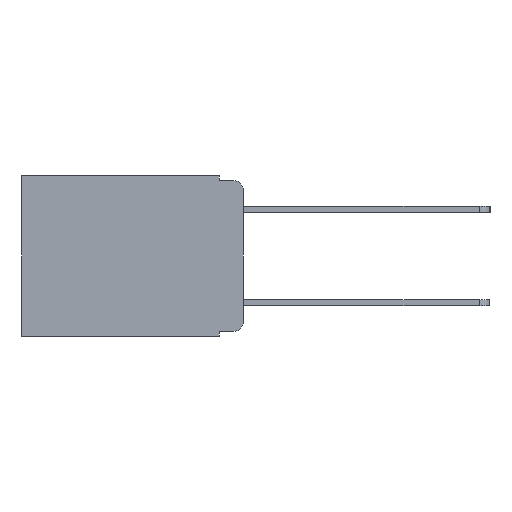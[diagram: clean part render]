
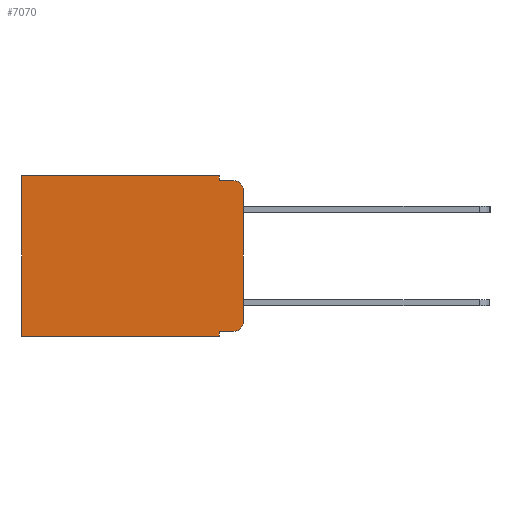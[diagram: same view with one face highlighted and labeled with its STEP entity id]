
A CAD part, left-side view. The second image highlights one B-rep face of the part: STEP entity #7070.
In plain terms, the highlighted planar face has unit normal (-1, 0, 0).
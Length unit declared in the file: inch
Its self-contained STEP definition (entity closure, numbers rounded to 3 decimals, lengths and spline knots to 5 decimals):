
#192 = DIRECTION ( 'NONE',  ( 0., 0., -1. ) ) ;
#299 = VERTEX_POINT ( 'NONE', #3797 ) ;
#310 = DIRECTION ( 'NONE',  ( 0., 0., -1. ) ) ;
#495 = VECTOR ( 'NONE', #4800, 39.37008 ) ;
#530 = DIRECTION ( 'NONE',  ( 0., 0., -1. ) ) ;
#593 = CARTESIAN_POINT ( 'NONE',  ( 0.298, 0.051, 0. ) ) ;
#817 = VERTEX_POINT ( 'NONE', #1266 ) ;
#832 = CARTESIAN_POINT ( 'NONE',  ( 0.298, 0.02, -0.01 ) ) ;
#847 = EDGE_CURVE ( 'NONE', #817, #7618, #5081, .T. ) ;
#1159 = ORIENTED_EDGE ( 'NONE', *, *, #847, .T. ) ;
#1266 = CARTESIAN_POINT ( 'NONE',  ( 0.298, 0.051, -0.333 ) ) ;
#1405 = DIRECTION ( 'NONE',  ( 0., 0., -1. ) ) ;
#1679 = CARTESIAN_POINT ( 'NONE',  ( 0.298, 0.051, -0.333 ) ) ;
#1753 = VECTOR ( 'NONE', #4366, 39.37008 ) ;
#1902 = CARTESIAN_POINT ( 'NONE',  ( 0.298, 0., 0. ) ) ;
#2017 = CARTESIAN_POINT ( 'NONE',  ( 0.298, 0.051, -0.01 ) ) ;
#2162 = CARTESIAN_POINT ( 'NONE',  ( 0.298, 0., 0. ) ) ;
#2500 = DIRECTION ( 'NONE',  ( 0., 0., -1. ) ) ;
#2966 = LINE ( 'NONE', #15916, #15451 ) ;
#3236 = CARTESIAN_POINT ( 'NONE',  ( 0.298, 0.051, -0.343 ) ) ;
#3463 = CIRCLE ( 'NONE', #10606, 0.02 ) ;
#3762 = ORIENTED_EDGE ( 'NONE', *, *, #5209, .T. ) ;
#3797 = CARTESIAN_POINT ( 'NONE',  ( 0.298, 0.473, 0. ) ) ;
#4202 = CARTESIAN_POINT ( 'NONE',  ( 0.298, 0.473, -0.343 ) ) ;
#4366 = DIRECTION ( 'NONE',  ( 0., -1., 0. ) ) ;
#4372 = VERTEX_POINT ( 'NONE', #12397 ) ;
#4565 = LINE ( 'NONE', #8369, #7422 ) ;
#4659 = LINE ( 'NONE', #10008, #13922 ) ;
#4763 = DIRECTION ( 'NONE',  ( 0., -1., 0. ) ) ;
#4800 = DIRECTION ( 'NONE',  ( 0., 1., 0. ) ) ;
#4919 = ORIENTED_EDGE ( 'NONE', *, *, #7670, .T. ) ;
#5008 = CARTESIAN_POINT ( 'NONE',  ( 0.298, 0.051, 0. ) ) ;
#5081 = LINE ( 'NONE', #1679, #1753 ) ;
#5209 = EDGE_CURVE ( 'NONE', #13118, #299, #13076, .T. ) ;
#5303 = CARTESIAN_POINT ( 'NONE',  ( 0.298, 0.02, -0.333 ) ) ;
#5385 = CARTESIAN_POINT ( 'NONE',  ( 0.298, 0.051, 0. ) ) ;
#5662 = ORIENTED_EDGE ( 'NONE', *, *, #12743, .F. ) ;
#6385 = DIRECTION ( 'NONE',  ( 0., 0., -1. ) ) ;
#6635 = VECTOR ( 'NONE', #8639, 39.37008 ) ;
#6872 = AXIS2_PLACEMENT_3D ( 'NONE', #1902, #9246, #530 ) ;
#7070 = ADVANCED_FACE ( 'NONE', ( #7528 ), #8196, .F. ) ;
#7422 = VECTOR ( 'NONE', #4763, 39.37008 ) ;
#7450 = CIRCLE ( 'NONE', #8325, 0.02 ) ;
#7528 = FACE_OUTER_BOUND ( 'NONE', #10989, .T. ) ;
#7618 = VERTEX_POINT ( 'NONE', #5303 ) ;
#7670 = EDGE_CURVE ( 'NONE', #7618, #13064, #3463, .T. ) ;
#7729 = LINE ( 'NONE', #5385, #14147 ) ;
#7760 = DIRECTION ( 'NONE',  ( -1., 0., 0. ) ) ;
#7761 = VECTOR ( 'NONE', #2500, 39.37008 ) ;
#7857 = DIRECTION ( 'NONE',  ( -1., 0., 0. ) ) ;
#8196 = PLANE ( 'NONE',  #6872 ) ;
#8325 = AXIS2_PLACEMENT_3D ( 'NONE', #14963, #7760, #192 ) ;
#8369 = CARTESIAN_POINT ( 'NONE',  ( 0.298, 0.051, -0.01 ) ) ;
#8639 = DIRECTION ( 'NONE',  ( 0., 1., 0. ) ) ;
#8832 = ORIENTED_EDGE ( 'NONE', *, *, #13525, .F. ) ;
#8871 = ORIENTED_EDGE ( 'NONE', *, *, #10289, .F. ) ;
#9246 = DIRECTION ( 'NONE',  ( 1., 0., 0. ) ) ;
#10008 = CARTESIAN_POINT ( 'NONE',  ( 0.298, 0., 0. ) ) ;
#10289 = EDGE_CURVE ( 'NONE', #4372, #13064, #4659, .T. ) ;
#10591 = LINE ( 'NONE', #5008, #7761 ) ;
#10606 = AXIS2_PLACEMENT_3D ( 'NONE', #15059, #7857, #310 ) ;
#10989 = EDGE_LOOP ( 'NONE', ( #8871, #12724, #5662, #8832, #3762, #15443, #15806, #13451, #1159, #4919 ) ) ;
#11609 = VERTEX_POINT ( 'NONE', #2017 ) ;
#11934 = EDGE_CURVE ( 'NONE', #4372, #15365, #7450, .T. ) ;
#12397 = CARTESIAN_POINT ( 'NONE',  ( 0.298, 0., -0.03 ) ) ;
#12724 = ORIENTED_EDGE ( 'NONE', *, *, #11934, .T. ) ;
#12743 = EDGE_CURVE ( 'NONE', #11609, #15365, #4565, .T. ) ;
#12996 = VERTEX_POINT ( 'NONE', #4202 ) ;
#13064 = VERTEX_POINT ( 'NONE', #15192 ) ;
#13076 = LINE ( 'NONE', #2162, #6635 ) ;
#13118 = VERTEX_POINT ( 'NONE', #593 ) ;
#13264 = LINE ( 'NONE', #14448, #495 ) ;
#13328 = EDGE_CURVE ( 'NONE', #15260, #12996, #13264, .T. ) ;
#13451 = ORIENTED_EDGE ( 'NONE', *, *, #15115, .F. ) ;
#13525 = EDGE_CURVE ( 'NONE', #13118, #11609, #10591, .T. ) ;
#13855 = DIRECTION ( 'NONE',  ( 0., 0., -1. ) ) ;
#13922 = VECTOR ( 'NONE', #1405, 39.37008 ) ;
#14147 = VECTOR ( 'NONE', #13855, 39.37008 ) ;
#14316 = EDGE_CURVE ( 'NONE', #299, #12996, #2966, .T. ) ;
#14448 = CARTESIAN_POINT ( 'NONE',  ( 0.298, 0., -0.343 ) ) ;
#14963 = CARTESIAN_POINT ( 'NONE',  ( 0.298, 0.02, -0.03 ) ) ;
#15059 = CARTESIAN_POINT ( 'NONE',  ( 0.298, 0.02, -0.313 ) ) ;
#15115 = EDGE_CURVE ( 'NONE', #817, #15260, #7729, .T. ) ;
#15192 = CARTESIAN_POINT ( 'NONE',  ( 0.298, 0., -0.313 ) ) ;
#15260 = VERTEX_POINT ( 'NONE', #3236 ) ;
#15365 = VERTEX_POINT ( 'NONE', #832 ) ;
#15443 = ORIENTED_EDGE ( 'NONE', *, *, #14316, .T. ) ;
#15451 = VECTOR ( 'NONE', #6385, 39.37008 ) ;
#15806 = ORIENTED_EDGE ( 'NONE', *, *, #13328, .F. ) ;
#15916 = CARTESIAN_POINT ( 'NONE',  ( 0.298, 0.473, 0. ) ) ;
